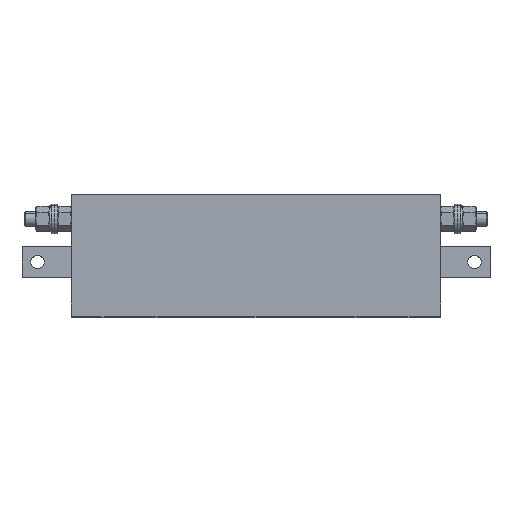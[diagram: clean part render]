
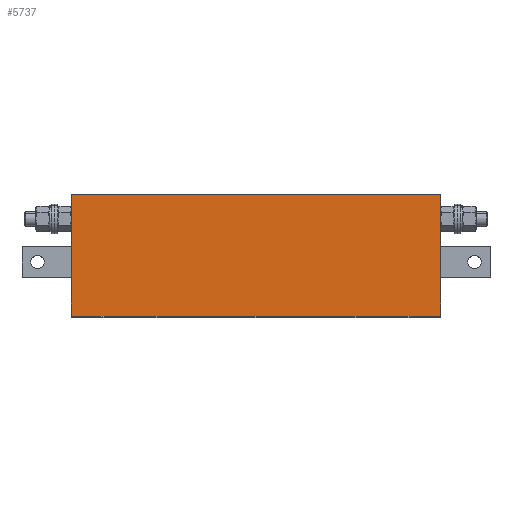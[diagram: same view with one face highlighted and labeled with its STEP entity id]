
A CAD part, top view. The second image highlights one B-rep face of the part: STEP entity #5737.
In plain terms, the highlighted planar face has unit normal (0, 0, 1).
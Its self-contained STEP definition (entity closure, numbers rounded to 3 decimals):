
#21 = VERTEX_POINT ( 'NONE', #32 ) ;
#32 = CARTESIAN_POINT ( 'NONE',  ( 150., 99., 105. ) ) ;
#167 = ORIENTED_EDGE ( 'NONE', *, *, #2995, .F. ) ;
#326 = FACE_OUTER_BOUND ( 'NONE', #5316, .T. ) ;
#328 = AXIS2_PLACEMENT_3D ( 'NONE', #5622, #4508, #3428 ) ;
#523 = ORIENTED_EDGE ( 'NONE', *, *, #1893, .F. ) ;
#620 = VECTOR ( 'NONE', #872, 1000. ) ;
#688 = CARTESIAN_POINT ( 'NONE',  ( 150., 0., 105. ) ) ;
#722 = VECTOR ( 'NONE', #6736, 1000. ) ;
#872 = DIRECTION ( 'NONE',  ( -1., 0., 0. ) ) ;
#888 = EDGE_CURVE ( 'NONE', #21, #3314, #3484, .T. ) ;
#1149 = VERTEX_POINT ( 'NONE', #5224 ) ;
#1693 = LINE ( 'NONE', #4774, #4903 ) ;
#1893 = EDGE_CURVE ( 'NONE', #3015, #1149, #6166, .T. ) ;
#2769 = CARTESIAN_POINT ( 'NONE',  ( 150., 99., 105. ) ) ;
#2875 = DIRECTION ( 'NONE',  ( 0., -1., 0. ) ) ;
#2995 = EDGE_CURVE ( 'NONE', #21, #3015, #7160, .T. ) ;
#3015 = VERTEX_POINT ( 'NONE', #4628 ) ;
#3084 = DIRECTION ( 'NONE',  ( 0., -1., 0. ) ) ;
#3314 = VERTEX_POINT ( 'NONE', #3542 ) ;
#3428 = DIRECTION ( 'NONE',  ( -1., 0., 0. ) ) ;
#3484 = LINE ( 'NONE', #2769, #722 ) ;
#3542 = CARTESIAN_POINT ( 'NONE',  ( -150., 99., 105. ) ) ;
#3959 = PLANE ( 'NONE',  #328 ) ;
#4341 = ORIENTED_EDGE ( 'NONE', *, *, #4787, .T. ) ;
#4508 = DIRECTION ( 'NONE',  ( 0., 0., -1. ) ) ;
#4628 = CARTESIAN_POINT ( 'NONE',  ( 150., 0., 105. ) ) ;
#4681 = CARTESIAN_POINT ( 'NONE',  ( 150., 0., 105. ) ) ;
#4720 = ORIENTED_EDGE ( 'NONE', *, *, #888, .T. ) ;
#4774 = CARTESIAN_POINT ( 'NONE',  ( -150., 0., 105. ) ) ;
#4787 = EDGE_CURVE ( 'NONE', #3314, #1149, #1693, .T. ) ;
#4903 = VECTOR ( 'NONE', #3084, 1000. ) ;
#5224 = CARTESIAN_POINT ( 'NONE',  ( -150., 0., 105. ) ) ;
#5316 = EDGE_LOOP ( 'NONE', ( #4341, #523, #167, #4720 ) ) ;
#5622 = CARTESIAN_POINT ( 'NONE',  ( 150., 0., 105. ) ) ;
#5737 = ADVANCED_FACE ( 'NONE', ( #326 ), #3959, .F. ) ;
#6166 = LINE ( 'NONE', #4681, #620 ) ;
#6736 = DIRECTION ( 'NONE',  ( -1., 0., 0. ) ) ;
#6890 = VECTOR ( 'NONE', #2875, 1000. ) ;
#7160 = LINE ( 'NONE', #688, #6890 ) ;
